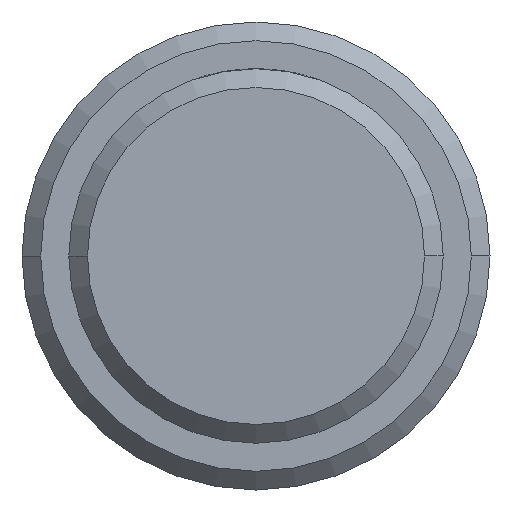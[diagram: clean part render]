
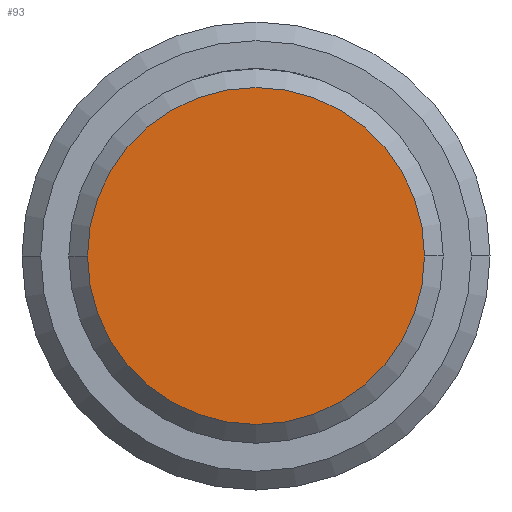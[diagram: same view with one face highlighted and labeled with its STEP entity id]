
A CAD part, front view. The second image highlights one B-rep face of the part: STEP entity #93.
In plain terms, the highlighted planar face has unit normal (0, -1, 0).
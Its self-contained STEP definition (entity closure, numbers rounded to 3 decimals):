
#44=PLANE('',#645);
#93=ADVANCED_FACE('',(#137),#44,.T.);
#137=FACE_OUTER_BOUND('',#176,.T.);
#176=EDGE_LOOP('',(#356,#357));
#356=ORIENTED_EDGE('',*,*,#540,.T.);
#357=ORIENTED_EDGE('',*,*,#479,.T.);
#429=VERTEX_POINT('',#850);
#430=VERTEX_POINT('',#851);
#479=EDGE_CURVE('',#429,#430,#560,.T.);
#540=EDGE_CURVE('',#430,#429,#589,.T.);
#560=CIRCLE('',#596,9.);
#589=CIRCLE('',#644,9.);
#596=AXIS2_PLACEMENT_3D('',#849,#669,#670);
#644=AXIS2_PLACEMENT_3D('',#1066,#790,#791);
#645=AXIS2_PLACEMENT_3D('',#1067,#792,#793);
#669=DIRECTION('',(0.,-1.,0.));
#670=DIRECTION('',(1.,0.,0.));
#790=DIRECTION('',(0.,-1.,0.));
#791=DIRECTION('',(1.,0.,0.));
#792=DIRECTION('',(0.,-1.,0.));
#793=DIRECTION('',(-1.,0.,0.));
#849=CARTESIAN_POINT('',(0.,-51.75,0.));
#850=CARTESIAN_POINT('',(9.,-51.75,0.));
#851=CARTESIAN_POINT('',(-9.,-51.75,0.));
#1066=CARTESIAN_POINT('',(0.,-51.75,0.));
#1067=CARTESIAN_POINT('',(0.,-51.75,0.));
